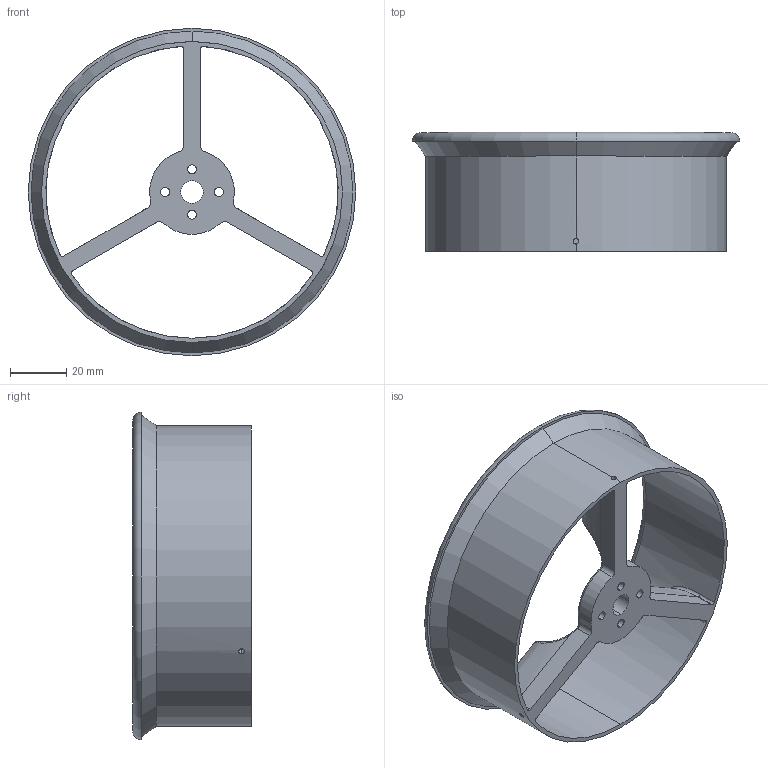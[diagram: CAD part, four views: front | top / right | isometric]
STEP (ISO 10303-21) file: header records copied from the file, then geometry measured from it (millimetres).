
FILE_DESCRIPTION (( 'STEP AP214' ), '1' );
FILE_NAME ('Canal vertical V1.STEP', '2019-07-27T15:02:03', ( '' ), ( '' ), 'SwSTEP 2.0', 'SolidWorks 2017', '' );
FILE_SCHEMA (( 'AUTOMOTIVE_DESIGN' ));
Length unit declared in the file: millimetre
Products named in the file (1): Canal vertical V1
Bounding box: 116 x 42.1 x 116 mm (x, y, z)
Volume: 41544.7 mm3; surface area: 37028.8 mm2
Topology: 1 solids, 1 shells, 106 faces, 271 edges, 167 vertices
Faces by surface type: cylinder 38, bspline 36, torus 18, plane 12, cone 2
Entity records: 5318 total; most frequent: CARTESIAN_POINT 2948, ORIENTED_EDGE 542, DIRECTION 426, EDGE_CURVE 271, AXIS2_PLACEMENT_3D 185, VERTEX_POINT 167, EDGE_LOOP 122, CIRCLE 114
